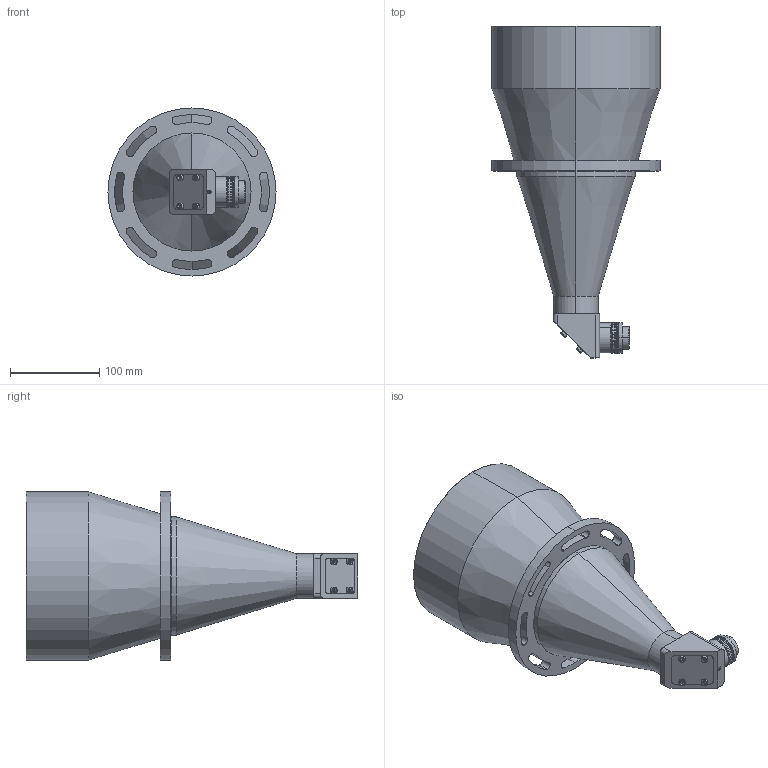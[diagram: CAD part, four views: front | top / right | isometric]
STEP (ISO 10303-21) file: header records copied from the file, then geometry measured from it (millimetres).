
FILE_DESCRIPTION (( 'STEP AP214' ), '1' );
FILE_NAME ('TTL06-155-320C.STEP', '2023-05-12T02:19:09', ( '' ), ( '' ), 'SwSTEP 2.0', 'SolidWorks 2022', '' );
FILE_SCHEMA (( 'AUTOMOTIVE_DESIGN' ));
Length unit declared in the file: millimetre
Products named in the file (1): TTL06-155-320C
Bounding box: 188 x 371.14 x 188 mm (x, y, z)
Volume: 1887856.7 mm3; surface area: 420212.4 mm2
Topology: 34 solids, 34 shells, 836 faces, 1943 edges, 1212 vertices
Faces by surface type: cylinder 365, plane 228, cone 182, bspline 61
Entity records: 36030 total; most frequent: CARTESIAN_POINT 7103, DIRECTION 4307, ORIENTED_EDGE 3850, EDGE_CURVE 1925, AXIS2_PLACEMENT_3D 1764, VERTEX_POINT 1212, CIRCLE 988, EDGE_LOOP 969
